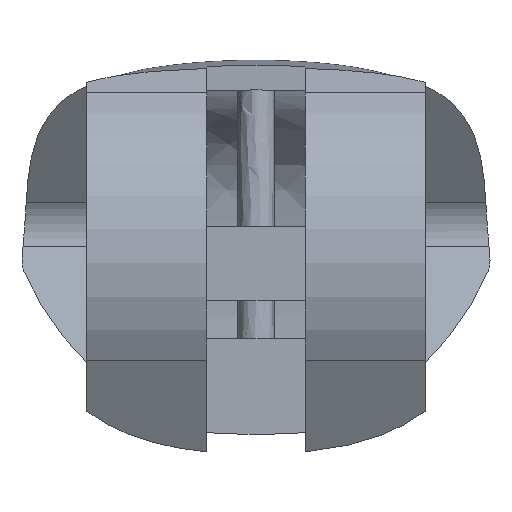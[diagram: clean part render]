
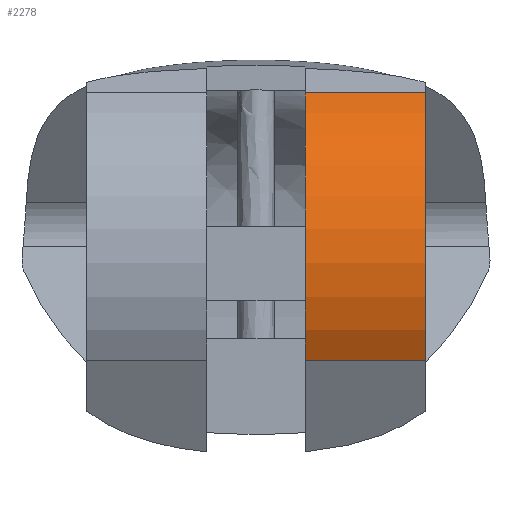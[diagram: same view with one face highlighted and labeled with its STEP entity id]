
A CAD part, front view. The second image highlights one B-rep face of the part: STEP entity #2278.
In plain terms, the highlighted cylindrical face has radius 7.987 mm (diameter 15.974 mm), a partial arc.
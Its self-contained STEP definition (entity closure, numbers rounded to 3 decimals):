
#84 = CARTESIAN_POINT ( 'NONE',  ( 2., 1.669, -3.856 ) ) ;
#396 = CARTESIAN_POINT ( 'NONE',  ( 2., 8.586, 0.138 ) ) ;
#769 = LINE ( 'NONE', #5965, #3353 ) ;
#854 = AXIS2_PLACEMENT_3D ( 'NONE', #1857, #5020, #3489 ) ;
#998 = CARTESIAN_POINT ( 'NONE',  ( 2., 4.592, 7.055 ) ) ;
#1077 = EDGE_CURVE ( 'NONE', #4869, #1241, #769, .T. ) ;
#1088 = LINE ( 'NONE', #4005, #6683 ) ;
#1241 = VERTEX_POINT ( 'NONE', #84 ) ;
#1386 = DIRECTION ( 'NONE',  ( 1., 0., 0. ) ) ;
#1857 = CARTESIAN_POINT ( 'NONE',  ( 54.607, 8.586, 0.138 ) ) ;
#2006 = ORIENTED_EDGE ( 'NONE', *, *, #3039, .T. ) ;
#2048 = EDGE_CURVE ( 'NONE', #4595, #4869, #2638, .T. ) ;
#2112 = AXIS2_PLACEMENT_3D ( 'NONE', #2473, #1386, #4446 ) ;
#2278 = ADVANCED_FACE ( 'NONE', ( #6621 ), #5477, .T. ) ;
#2473 = CARTESIAN_POINT ( 'NONE',  ( 6.9, 8.586, 0.138 ) ) ;
#2630 = ORIENTED_EDGE ( 'NONE', *, *, #2048, .F. ) ;
#2638 = CIRCLE ( 'NONE', #2112, 7.987 ) ;
#2797 = ORIENTED_EDGE ( 'NONE', *, *, #4077, .F. ) ;
#2896 = DIRECTION ( 'NONE',  ( 0., 0., -1. ) ) ;
#3039 = EDGE_CURVE ( 'NONE', #4595, #5758, #1088, .T. ) ;
#3233 = CARTESIAN_POINT ( 'NONE',  ( 6.9, 4.592, 7.055 ) ) ;
#3271 = EDGE_LOOP ( 'NONE', ( #2630, #2006, #2797, #6367 ) ) ;
#3353 = VECTOR ( 'NONE', #3374, 1000. ) ;
#3374 = DIRECTION ( 'NONE',  ( -1., 0., 0. ) ) ;
#3489 = DIRECTION ( 'NONE',  ( 0., 0., 1. ) ) ;
#3982 = DIRECTION ( 'NONE',  ( -1., 0., 0. ) ) ;
#4005 = CARTESIAN_POINT ( 'NONE',  ( 54.607, 4.592, 7.055 ) ) ;
#4077 = EDGE_CURVE ( 'NONE', #1241, #5758, #5792, .T. ) ;
#4196 = CARTESIAN_POINT ( 'NONE',  ( 6.9, 1.669, -3.856 ) ) ;
#4446 = DIRECTION ( 'NONE',  ( 0., 0., 1. ) ) ;
#4595 = VERTEX_POINT ( 'NONE', #3233 ) ;
#4692 = AXIS2_PLACEMENT_3D ( 'NONE', #396, #6029, #2896 ) ;
#4869 = VERTEX_POINT ( 'NONE', #4196 ) ;
#5020 = DIRECTION ( 'NONE',  ( -1., 0., 0. ) ) ;
#5477 = CYLINDRICAL_SURFACE ( 'NONE', #854, 7.987 ) ;
#5758 = VERTEX_POINT ( 'NONE', #998 ) ;
#5792 = CIRCLE ( 'NONE', #4692, 7.987 ) ;
#5965 = CARTESIAN_POINT ( 'NONE',  ( 54.607, 1.669, -3.856 ) ) ;
#6029 = DIRECTION ( 'NONE',  ( -1., 0., 0. ) ) ;
#6367 = ORIENTED_EDGE ( 'NONE', *, *, #1077, .F. ) ;
#6621 = FACE_OUTER_BOUND ( 'NONE', #3271, .T. ) ;
#6683 = VECTOR ( 'NONE', #3982, 1000. ) ;
